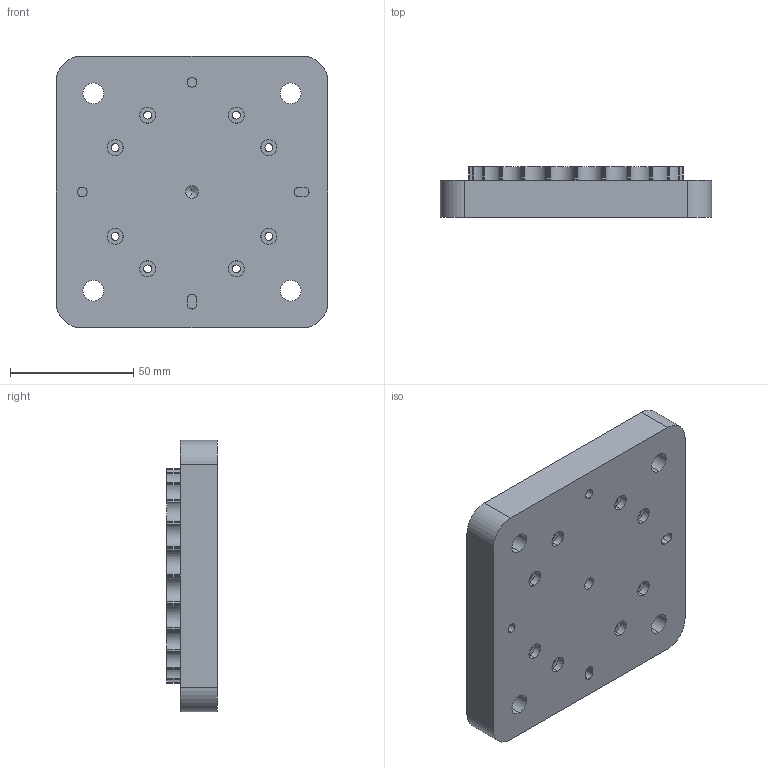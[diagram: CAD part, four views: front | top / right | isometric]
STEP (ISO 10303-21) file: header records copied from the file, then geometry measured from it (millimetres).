
FILE_DESCRIPTION (( 'STEP AP214' ), '1' );
FILE_NAME ('320-101890-05-Mount.STEP', '2019-03-18T22:51:44', ( '' ), ( '' ), 'SwSTEP 2.0', 'SolidWorks 2018', '' );
FILE_SCHEMA (( 'AUTOMOTIVE_DESIGN' ));
Length unit declared in the file: millimetre
Products named in the file (1): 320-101890-05-Mount
Bounding box: 110 x 20.5 x 110 mm (x, y, z)
Volume: 198534.4 mm3; surface area: 36401.8 mm2
Topology: 1 solids, 1 shells, 265 faces, 688 edges, 437 vertices
Faces by surface type: cylinder 196, cone 42, plane 27
Entity records: 8312 total; most frequent: DIRECTION 1626, CARTESIAN_POINT 1381, ORIENTED_EDGE 1356, AXIS2_PLACEMENT_3D 682, EDGE_CURVE 678, VERTEX_POINT 437, CIRCLE 416, EDGE_LOOP 311
